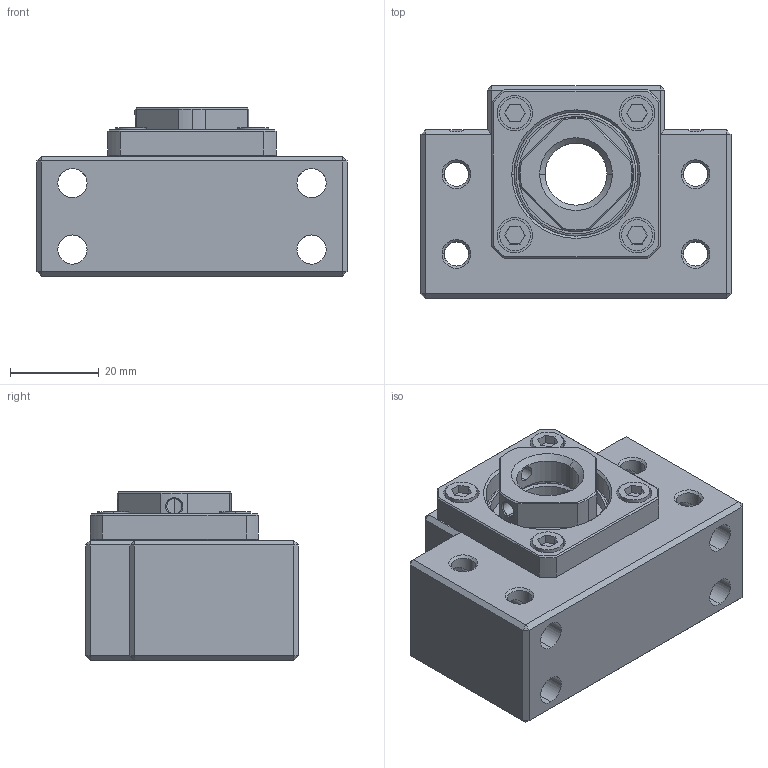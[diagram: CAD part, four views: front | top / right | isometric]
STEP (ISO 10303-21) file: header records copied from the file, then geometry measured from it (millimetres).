
FILE_DESCRIPTION (( 'STEP AP214' ), '1' );
FILE_NAME ('BKN15.step', '2020-09-08T14:35:57', ( '' ), ( '' ), 'SwSTEP 2.0', 'SolidWorks 2020', '' );
FILE_SCHEMA (( 'AUTOMOTIVE_DESIGN' ));
Length unit declared in the file: millimetre
Products named in the file (1): BKN15
Bounding box: 70 x 48 x 38 mm (x, y, z)
Volume: 70173.7 mm3; surface area: 36601.6 mm2
Topology: 15 solids, 15 shells, 465 faces, 1103 edges, 667 vertices
Faces by surface type: cylinder 157, plane 144, bspline 88, cone 76
Entity records: 24189 total; most frequent: CARTESIAN_POINT 8484, ORIENTED_EDGE 2190, DIRECTION 2162, EDGE_CURVE 1095, AXIS2_PLACEMENT_3D 863, VERTEX_POINT 667, EDGE_LOOP 538, CIRCLE 485
